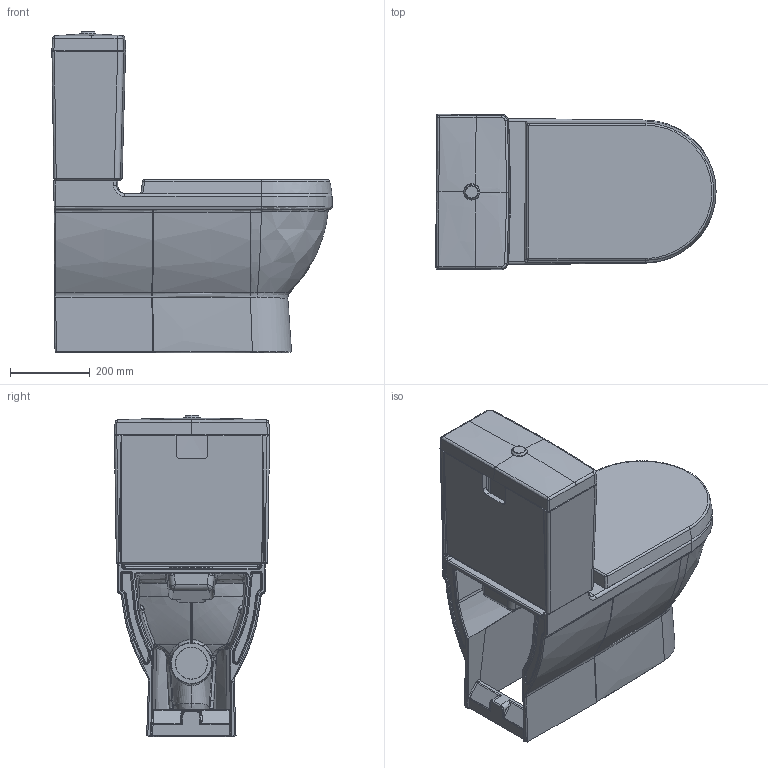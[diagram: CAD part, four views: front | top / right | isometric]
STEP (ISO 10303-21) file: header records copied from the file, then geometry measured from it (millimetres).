
FILE_DESCRIPTION((''),'2;1');
FILE_NAME('214109.stp','2011-05-29T20:10:10',('Administrator'),(''),'Autodesk Inventor 2011','Autodesk Inventor 2011','');
FILE_SCHEMA(('AUTOMOTIVE_DESIGN { 1 0 10303 214 1 1 1 1 }'));
Length unit declared in the file: millimetre
Products named in the file (5): 214109; WC-Sitz 214109; 092000; SPK Taster
Assembly tree (4 placements, depth 2):
  214109
    214109
    WC-Sitz 214109
    092000
    SPK Taster
Bounding box: 704.98 x 390.44 x 808.74 mm (x, y, z)
Volume: 33132136.6 mm3; surface area: 3197421.7 mm2
Topology: 5 solids, 5 shells, 954 faces, 2336 edges, 1379 vertices
Faces by surface type: bspline 671, cylinder 141, plane 114, sphere 14, torus 9, cone 5
Full cylindrical faces by diameter (mm): 12 x2, 15 x2, 19 x2, 20 x1, 40 x1, 64 x1, 80 x1
Entity records: 169539 total; most frequent: CARTESIAN_POINT 149946, ORIENTED_EDGE 4586, DIRECTION 2567, EDGE_CURVE 2293, VERTEX_POINT 1376, B_SPLINE_CURVE_WITH_KNOTS 1053, AXIS2_PLACEMENT_3D 1036, EDGE_LOOP 991
